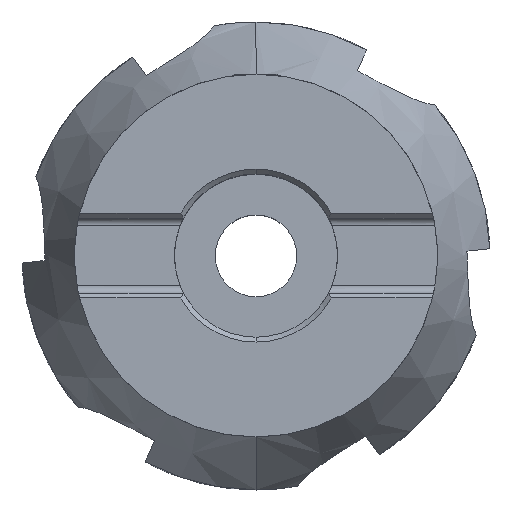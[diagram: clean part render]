
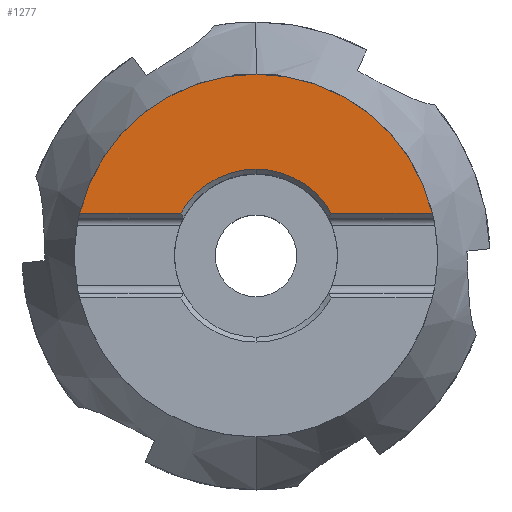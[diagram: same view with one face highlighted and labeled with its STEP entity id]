
A CAD part, top view. The second image highlights one B-rep face of the part: STEP entity #1277.
In plain terms, the highlighted planar face has unit normal (0, 0, 1).
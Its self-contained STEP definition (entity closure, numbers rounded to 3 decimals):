
#695=VERTEX_POINT('',#2041);
#705=EDGE_CURVE('',#1767,#1881,#2053,.T.);
#809=VERTEX_POINT('',#2163);
#975=EDGE_CURVE('',#809,#1409,#2344,.T.);
#1053=EDGE_CURVE('',#695,#1409,#2426,.T.);
#1207=EDGE_CURVE('',#1985,#695,#2595,.T.);
#1277=ADVANCED_FACE('',(#2668),#2669,.T.);
#1409=VERTEX_POINT('',#2811);
#1459=EDGE_CURVE('',#1767,#809,#2865,.T.);
#1743=EDGE_CURVE('',#1881,#1985,#3179,.T.);
#1767=VERTEX_POINT('',#3206);
#1881=VERTEX_POINT('',#3330);
#1985=VERTEX_POINT('',#3446);
#2041=CARTESIAN_POINT('',(12.47,7.0,0.));
#2053=LINE('',#3513,#3514);
#2163=CARTESIAN_POINT('',(0.,30.0,0.0));
#2344=CIRCLE('',#4280,30.0);
#2426=LINE('',#4463,#4464);
#2595=CIRCLE('',#4860,14.3);
#2668=FACE_OUTER_BOUND('',#5001,.T.);
#2669=PLANE('',#5002);
#2811=CARTESIAN_POINT('',(29.172,7.0,0.0));
#2865=CIRCLE('',#5359,30.0);
#3179=CIRCLE('',#6008,14.3);
#3206=CARTESIAN_POINT('',(-29.172,7.0,0.0));
#3330=CARTESIAN_POINT('',(-12.47,7.0,0.));
#3446=CARTESIAN_POINT('',(0.,14.3,0.0));
#3513=CARTESIAN_POINT('',(15.0,7.0,0.));
#3514=VECTOR('',#6686,1.0);
#4280=AXIS2_PLACEMENT_3D('',#6998,#6999,#7000);
#4463=CARTESIAN_POINT('',(15.0,7.0,0.));
#4464=VECTOR('',#7085,1.0);
#4860=AXIS2_PLACEMENT_3D('',#7281,#7282,#7283);
#5001=EDGE_LOOP('',(#7343,#7344,#7345,#7346,#7347,#7348));
#5002=AXIS2_PLACEMENT_3D('',#7349,#7350,#7351);
#5359=AXIS2_PLACEMENT_3D('',#7540,#7541,#7542);
#6008=AXIS2_PLACEMENT_3D('',#7928,#7929,#7930);
#6686=DIRECTION('',(1.0,0.0,0.0));
#6998=CARTESIAN_POINT('',(0.0,0.0,0.0));
#6999=DIRECTION('',(0.0,0.0,-1.0));
#7000=DIRECTION('',(0.0,1.0,0.0));
#7085=DIRECTION('',(1.0,0.0,0.0));
#7281=CARTESIAN_POINT('',(0.0,0.0,0.0));
#7282=DIRECTION('',(-0.0,0.0,-1.0));
#7283=DIRECTION('',(0.0,1.0,0.0));
#7343=ORIENTED_EDGE('',*,*,#705,.T.);
#7344=ORIENTED_EDGE('',*,*,#1743,.T.);
#7345=ORIENTED_EDGE('',*,*,#1207,.T.);
#7346=ORIENTED_EDGE('',*,*,#1053,.T.);
#7347=ORIENTED_EDGE('',*,*,#975,.F.);
#7348=ORIENTED_EDGE('',*,*,#1459,.F.);
#7349=CARTESIAN_POINT('',(0.0,15.0,0.0));
#7350=DIRECTION('',(-0.0,0.0,1.0));
#7351=DIRECTION('',(0.0,-1.0,0.0));
#7540=CARTESIAN_POINT('',(0.0,0.0,0.0));
#7541=DIRECTION('',(0.0,0.0,-1.0));
#7542=DIRECTION('',(0.0,1.0,0.0));
#7928=CARTESIAN_POINT('',(0.0,0.0,0.0));
#7929=DIRECTION('',(-0.0,0.0,-1.0));
#7930=DIRECTION('',(0.0,1.0,0.0));
